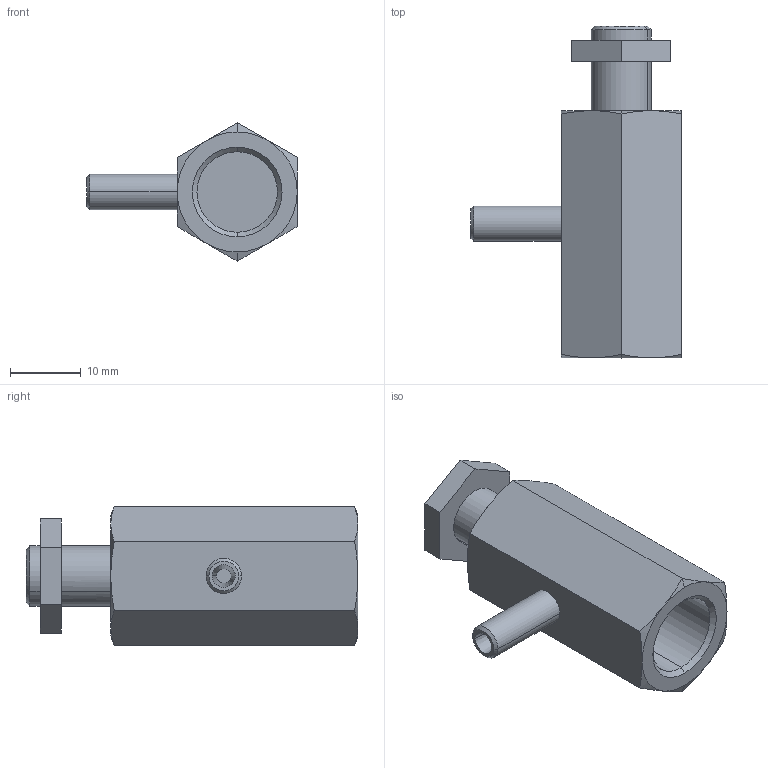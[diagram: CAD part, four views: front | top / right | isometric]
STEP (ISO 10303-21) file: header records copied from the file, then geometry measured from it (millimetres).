
FILE_DESCRIPTION(('STEP AP214'),'1');
FILE_NAME('COVAL_VR09M18.stp','2017-12-27T16:00:14',('TraceParts'),('TraceParts S.A.'),'Spatial InterOp 3D',' ',' ');
FILE_SCHEMA(('automotive_design'));
Length unit declared in the file: millimetre
Products named in the file (1): COVAL_VR09M18
Bounding box: 29.8 x 47 x 19.63 mm (x, y, z)
Volume: 8025.7 mm3; surface area: 4569.9 mm2
Topology: 1 solids, 1 shells, 134 faces, 338 edges, 222 vertices
Faces by surface type: plane 83, bspline 23, cone 16, cylinder 12
Entity records: 6725 total; most frequent: CARTESIAN_POINT 2549, ORIENTED_EDGE 676, DIRECTION 552, EDGE_CURVE 338, VERTEX_POINT 222, LINE 220, VECTOR 220, AXIS2_PLACEMENT_3D 166
